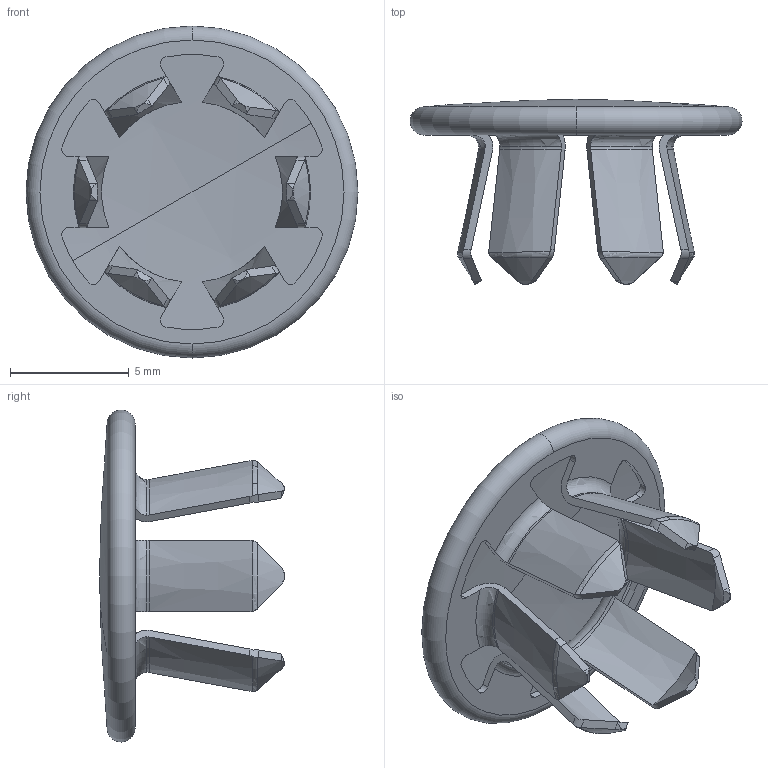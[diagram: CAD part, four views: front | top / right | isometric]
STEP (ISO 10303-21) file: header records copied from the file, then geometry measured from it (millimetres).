
FILE_DESCRIPTION (( 'STEP AP203' ), '1' );
FILE_NAME ('sone3D.STEP', '2017-08-10T07:51:44', ( '' ), ( '' ), 'SwSTEP 2.0', 'SolidWorks 2014', '' );
FILE_SCHEMA (( 'CONFIG_CONTROL_DESIGN' ));
Length unit declared in the file: millimetre
Products named in the file (1): sone3D
Bounding box: 14 x 7.8 x 14 mm (x, y, z)
Volume: 105.6 mm3; surface area: 743 mm2
Topology: 1 solids, 1 shells, 136 faces, 392 edges, 260 vertices
Faces by surface type: cylinder 42, torus 34, cone 30, plane 26, sphere 4
Entity records: 4893 total; most frequent: CARTESIAN_POINT 1533, ORIENTED_EDGE 784, DIRECTION 590, EDGE_CURVE 392, VERTEX_POINT 260, AXIS2_PLACEMENT_3D 253, B_SPLINE_CURVE_WITH_KNOTS 168, EDGE_LOOP 138
